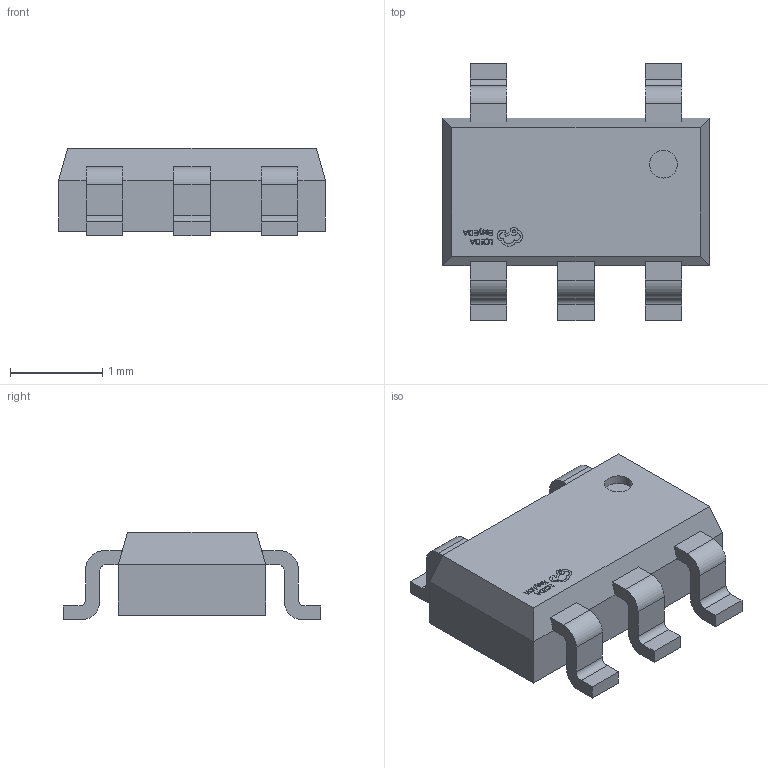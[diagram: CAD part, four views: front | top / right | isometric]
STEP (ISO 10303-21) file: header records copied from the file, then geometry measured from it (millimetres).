
FILE_DESCRIPTION (( 'STEP AP214' ), '1' );
FILE_NAME ('SOT-25_L2.9-W1.6-H0.9-P0.95-LS2.8-BL.step', '2022-07-26T11:09:03', ( '' ), ( '' ), 'SwSTEP 2.0', 'SolidWorks 2020', '' );
FILE_SCHEMA (( 'AUTOMOTIVE_DESIGN' ));
Length unit declared in the file: millimetre
Products named in the file (1): SOT-25_L2.9-W1.6-H0.9-P0.95-LS2.8-BL
Bounding box: 2.9 x 2.8 x 0.95 mm (x, y, z)
Volume: 4.4 mm3; surface area: 22.8 mm2
Topology: 14 solids, 14 shells, 312 faces, 834 edges, 552 vertices
Faces by surface type: plane 190, bspline 98, cylinder 24
Entity records: 13746 total; most frequent: CARTESIAN_POINT 3035, ORIENTED_EDGE 1668, DIRECTION 1102, EDGE_CURVE 834, VECTOR 576, LINE 576, VERTEX_POINT 552, EDGE_LOOP 326
